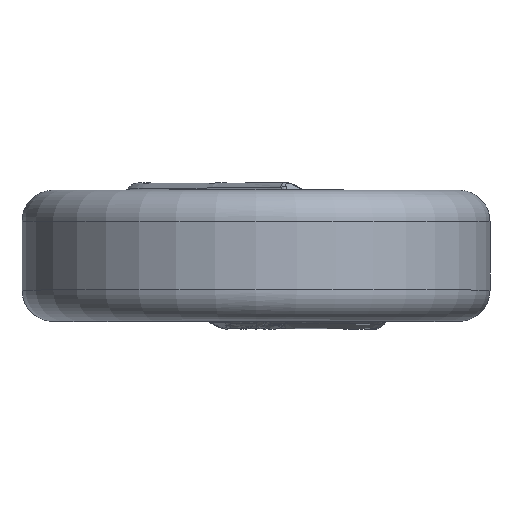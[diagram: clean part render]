
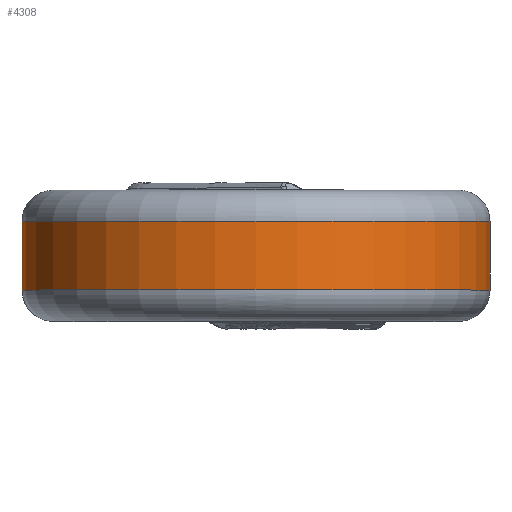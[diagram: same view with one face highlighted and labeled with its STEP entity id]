
A CAD part, top view. The second image highlights one B-rep face of the part: STEP entity #4308.
In plain terms, the highlighted cylindrical face has radius 7.5 mm (diameter 15 mm), a full revolution.
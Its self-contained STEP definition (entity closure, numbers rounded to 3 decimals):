
#20=CYLINDRICAL_SURFACE('',#4479,7.5);
#40=CIRCLE('',#4474,7.5);
#42=CIRCLE('',#4478,7.5);
#825=ORIENTED_EDGE('',*,*,#1668,.T.);
#826=ORIENTED_EDGE('',*,*,#1676,.T.);
#1668=EDGE_CURVE('',#2112,#2112,#40,.F.);
#1676=EDGE_CURVE('',#2119,#2119,#42,.T.);
#2112=VERTEX_POINT('',#7893);
#2119=VERTEX_POINT('',#7943);
#2572=EDGE_LOOP('',(#825));
#2573=EDGE_LOOP('',(#826));
#2780=FACE_BOUND('',#2572,.T.);
#2781=FACE_BOUND('',#2573,.T.);
#4308=ADVANCED_FACE('',(#2780,#2781),#20,.T.);
#4474=AXIS2_PLACEMENT_3D('',#7892,#4659,#4660);
#4478=AXIS2_PLACEMENT_3D('',#7942,#4668,#4669);
#4479=AXIS2_PLACEMENT_3D('',#7964,#4670,#4671);
#4659=DIRECTION('',(0.,1.,0.));
#4660=DIRECTION('',(0.,0.,1.));
#4668=DIRECTION('',(0.,1.,0.));
#4669=DIRECTION('',(0.,0.,1.));
#4670=DIRECTION('',(0.,1.,0.));
#4671=DIRECTION('',(0.,0.,1.));
#7892=CARTESIAN_POINT('',(0.,1.1,0.));
#7893=CARTESIAN_POINT('',(0.,1.1,7.5));
#7942=CARTESIAN_POINT('',(0.,-1.1,0.));
#7943=CARTESIAN_POINT('',(0.,-1.1,7.5));
#7964=CARTESIAN_POINT('',(0.,-2.1,0.));
